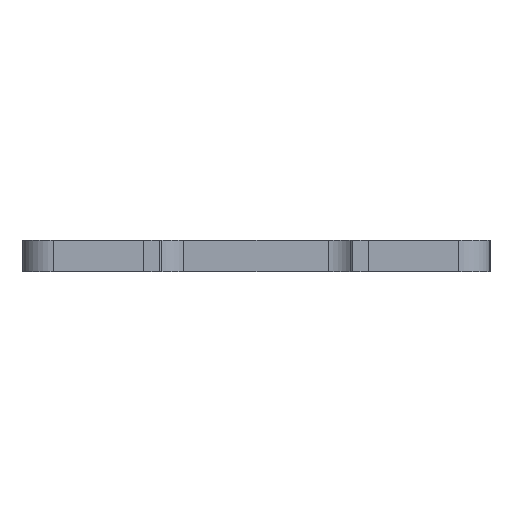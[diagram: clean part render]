
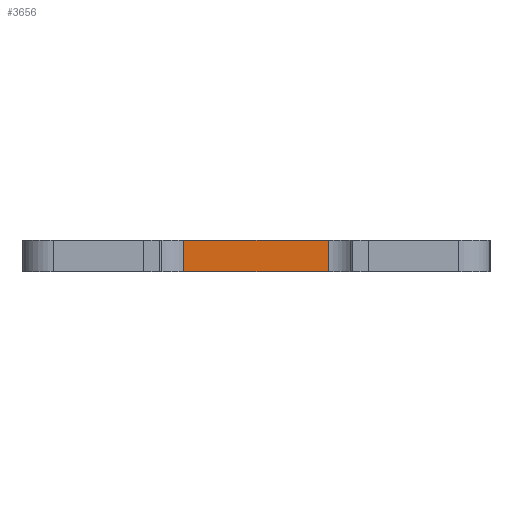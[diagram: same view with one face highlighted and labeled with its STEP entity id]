
A CAD part, left-side view. The second image highlights one B-rep face of the part: STEP entity #3656.
In plain terms, the highlighted planar face has unit normal (-1, 0, 0).
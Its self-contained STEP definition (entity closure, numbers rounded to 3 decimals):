
#226=FACE_OUTER_BOUND('',#418,.T.);
#418=EDGE_LOOP('',(#3225,#3226,#3227,#3228));
#557=LINE('',#5333,#973);
#580=LINE('',#5426,#996);
#834=LINE('',#6052,#1250);
#835=LINE('',#6054,#1251);
#973=VECTOR('',#4207,1000.);
#996=VECTOR('',#4278,1000.);
#1250=VECTOR('',#4926,1000.);
#1251=VECTOR('',#4929,1000.);
#1554=VERTEX_POINT('',#5330);
#1555=VERTEX_POINT('',#5332);
#1600=VERTEX_POINT('',#5423);
#1601=VERTEX_POINT('',#5425);
#1914=EDGE_CURVE('',#1554,#1555,#557,.T.);
#1960=EDGE_CURVE('',#1601,#1600,#580,.T.);
#2274=EDGE_CURVE('',#1554,#1601,#834,.T.);
#2275=EDGE_CURVE('',#1555,#1600,#835,.T.);
#3225=ORIENTED_EDGE('',*,*,#1960,.T.);
#3226=ORIENTED_EDGE('',*,*,#2275,.F.);
#3227=ORIENTED_EDGE('',*,*,#1914,.F.);
#3228=ORIENTED_EDGE('',*,*,#2274,.T.);
#3495=PLANE('',#3982);
#3656=ADVANCED_FACE('',(#226),#3495,.F.);
#3982=AXIS2_PLACEMENT_3D('',#6053,#4927,#4928);
#4207=DIRECTION('',(0.,-1.,0.));
#4278=DIRECTION('',(0.,-1.,0.));
#4926=DIRECTION('',(0.,0.,-1.));
#4927=DIRECTION('center_axis',(1.,0.,0.));
#4928=DIRECTION('ref_axis',(0.,1.,0.));
#4929=DIRECTION('',(0.,0.,-1.));
#5330=CARTESIAN_POINT('',(-39.5,14.791,1.));
#5332=CARTESIAN_POINT('',(-39.5,10.169,1.));
#5333=CARTESIAN_POINT('',(-39.5,14.791,1.));
#5423=CARTESIAN_POINT('',(-39.5,10.169,0.));
#5425=CARTESIAN_POINT('',(-39.5,14.791,0.));
#5426=CARTESIAN_POINT('',(-39.5,14.791,0.));
#6052=CARTESIAN_POINT('',(-39.5,14.791,1000.));
#6053=CARTESIAN_POINT('Origin',(-39.5,14.791,1000.));
#6054=CARTESIAN_POINT('',(-39.5,10.169,1000.));
